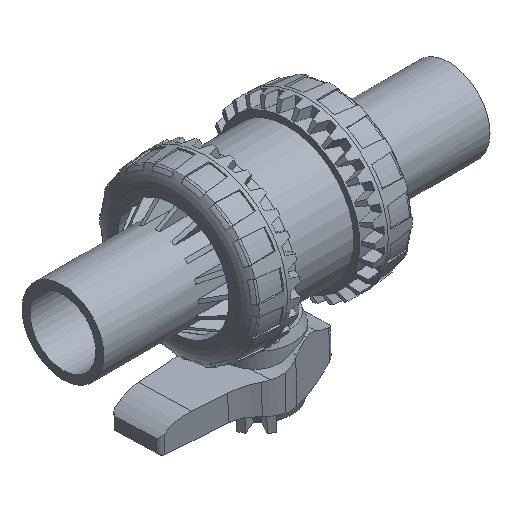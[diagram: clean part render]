
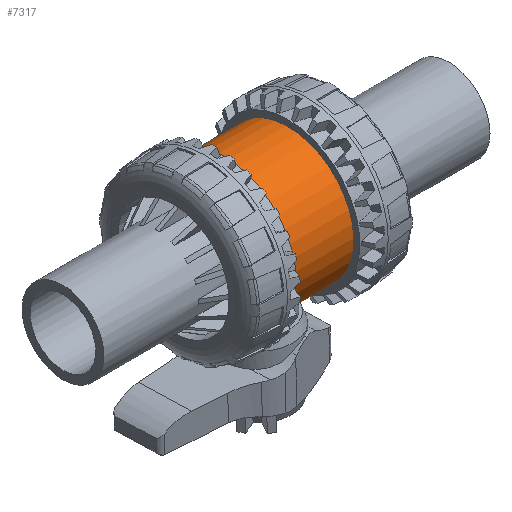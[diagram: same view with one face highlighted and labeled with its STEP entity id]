
A CAD part, isometric view. The second image highlights one B-rep face of the part: STEP entity #7317.
In plain terms, the highlighted cylindrical face has radius 40 mm (diameter 80 mm), a full revolution.
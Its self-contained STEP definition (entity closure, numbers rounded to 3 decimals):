
#301=B_SPLINE_CURVE_WITH_KNOTS($,3,(#12025,#12026,#12027,#12028,#12029,
#12030,#12031,#12032,#12033,#12034,#12035,#12036,#12037,#12038,#12039,#12040,
#12041,#12042,#12043,#12044,#12045,#12046,#12047,#12048,#12049,#12050,#12051,
#12052,#12053,#12054,#12055,#12056,#12057,#12058,#12059,#12060,#12061,#12062,
#12063,#12064,#12065,#12066,#12067,#12068,#12069,#12070,#12071,#12072,#12073,
#12074,#12075,#12076,#12077,#12078,#12079,#12080,#12081,#12082,#12083,#12084,
#12085,#12086,#12087,#12088,#12089,#12090),.UNSPECIFIED.,.T.,.F.,(4,2,2,
2,2,2,2,2,2,2,2,2,2,2,2,2,2,2,2,2,2,2,2,2,2,2,2,2,2,2,2,2,4),(0.,0.335,
0.67,1.005,1.339,1.674,2.008,
2.342,2.677,3.011,3.345,3.68,
4.014,4.349,4.684,5.019,5.353,
5.688,6.023,6.358,6.693,7.027,
7.361,7.696,8.03,8.364,8.699,
9.033,9.367,9.702,10.037,10.372,
10.707),.UNSPECIFIED.);
#552=CYLINDRICAL_SURFACE($,#7881,40.);
#580=FACE_BOUND($,#1685,.T.);
#581=FACE_BOUND($,#1686,.T.);
#582=FACE_BOUND($,#1687,.T.);
#684=CIRCLE($,#7880,40.);
#685=CIRCLE($,#7882,40.);
#1685=EDGE_LOOP($,(#5596));
#1686=EDGE_LOOP($,(#5597));
#1687=EDGE_LOOP($,(#5598));
#2983=VERTEX_POINT($,#12024);
#2984=VERTEX_POINT($,#12093);
#2985=VERTEX_POINT($,#12096);
#3928=EDGE_CURVE($,#2983,#2983,#301,.T.);
#3929=EDGE_CURVE($,#2984,#2984,#684,.T.);
#3930=EDGE_CURVE($,#2985,#2985,#685,.T.);
#5596=ORIENTED_EDGE($,*,*,#3928,.T.);
#5597=ORIENTED_EDGE($,*,*,#3929,.F.);
#5598=ORIENTED_EDGE($,*,*,#3930,.F.);
#7317=ADVANCED_FACE($,(#580,#581,#582),#552,.T.);
#7880=AXIS2_PLACEMENT_3D($,#12094,#9435,#9436);
#7881=AXIS2_PLACEMENT_3D($,#12095,#9437,#9438);
#7882=AXIS2_PLACEMENT_3D($,#12097,#9439,#9440);
#9435=DIRECTION('center_axis',(-1.,0.,0.));
#9436=DIRECTION('ref_axis',(0.,-1.,0.));
#9437=DIRECTION('center_axis',(1.,0.,0.));
#9438=DIRECTION('ref_axis',(0.,-1.,0.));
#9439=DIRECTION('center_axis',(1.,0.,0.));
#9440=DIRECTION('ref_axis',(0.,-1.,0.));
#12024=CARTESIAN_POINT('',(0.,-17.5,35.969));
#12025=CARTESIAN_POINT('Ctrl Pts',(0.,-17.5,35.969));
#12026=CARTESIAN_POINT('Ctrl Pts',(-1.116,-17.5,35.969));
#12027=CARTESIAN_POINT('Ctrl Pts',(-2.265,-17.392,
36.022));
#12028=CARTESIAN_POINT('Ctrl Pts',(-4.538,-16.941,
36.236));
#12029=CARTESIAN_POINT('Ctrl Pts',(-5.664,-16.599,
36.397));
#12030=CARTESIAN_POINT('Ctrl Pts',(-7.814,-15.702,
36.792));
#12031=CARTESIAN_POINT('Ctrl Pts',(-8.841,-15.146,
37.028));
#12032=CARTESIAN_POINT('Ctrl Pts',(-10.736,-13.867,
37.526));
#12033=CARTESIAN_POINT('Ctrl Pts',(-11.605,-13.143,37.788));
#12034=CARTESIAN_POINT('Ctrl Pts',(-13.142,-11.606,
38.288));
#12035=CARTESIAN_POINT('Ctrl Pts',(-13.866,-10.738,
38.544));
#12036=CARTESIAN_POINT('Ctrl Pts',(-15.145,-8.842,
39.023));
#12037=CARTESIAN_POINT('Ctrl Pts',(-15.702,-7.814,
39.244));
#12038=CARTESIAN_POINT('Ctrl Pts',(-16.6,-5.663,
39.612));
#12039=CARTESIAN_POINT('Ctrl Pts',(-16.942,-4.536,
39.758));
#12040=CARTESIAN_POINT('Ctrl Pts',(-17.392,-2.262,
39.952));
#12041=CARTESIAN_POINT('Ctrl Pts',(-17.5,-1.114,40.));
#12042=CARTESIAN_POINT('Ctrl Pts',(-17.5,1.114,40.));
#12043=CARTESIAN_POINT('Ctrl Pts',(-17.392,2.262,39.952));
#12044=CARTESIAN_POINT('Ctrl Pts',(-16.942,4.536,39.758));
#12045=CARTESIAN_POINT('Ctrl Pts',(-16.6,5.663,39.612));
#12046=CARTESIAN_POINT('Ctrl Pts',(-15.702,7.814,39.244));
#12047=CARTESIAN_POINT('Ctrl Pts',(-15.145,8.842,39.023));
#12048=CARTESIAN_POINT('Ctrl Pts',(-13.866,10.738,38.544));
#12049=CARTESIAN_POINT('Ctrl Pts',(-13.142,11.606,38.288));
#12050=CARTESIAN_POINT('Ctrl Pts',(-11.605,13.143,37.788));
#12051=CARTESIAN_POINT('Ctrl Pts',(-10.736,13.867,37.526));
#12052=CARTESIAN_POINT('Ctrl Pts',(-8.841,15.146,37.028));
#12053=CARTESIAN_POINT('Ctrl Pts',(-7.814,15.702,36.792));
#12054=CARTESIAN_POINT('Ctrl Pts',(-5.664,16.599,36.397));
#12055=CARTESIAN_POINT('Ctrl Pts',(-4.538,16.941,36.236));
#12056=CARTESIAN_POINT('Ctrl Pts',(-2.265,17.392,36.022));
#12057=CARTESIAN_POINT('Ctrl Pts',(-1.116,17.5,35.969));
#12058=CARTESIAN_POINT('Ctrl Pts',(1.116,17.5,35.969));
#12059=CARTESIAN_POINT('Ctrl Pts',(2.265,17.392,36.022));
#12060=CARTESIAN_POINT('Ctrl Pts',(4.538,16.941,36.236));
#12061=CARTESIAN_POINT('Ctrl Pts',(5.664,16.599,36.397));
#12062=CARTESIAN_POINT('Ctrl Pts',(7.814,15.702,36.792));
#12063=CARTESIAN_POINT('Ctrl Pts',(8.841,15.146,37.028));
#12064=CARTESIAN_POINT('Ctrl Pts',(10.736,13.867,37.526));
#12065=CARTESIAN_POINT('Ctrl Pts',(11.605,13.143,37.788));
#12066=CARTESIAN_POINT('Ctrl Pts',(13.142,11.606,38.288));
#12067=CARTESIAN_POINT('Ctrl Pts',(13.866,10.738,38.544));
#12068=CARTESIAN_POINT('Ctrl Pts',(15.145,8.842,39.023));
#12069=CARTESIAN_POINT('Ctrl Pts',(15.702,7.814,39.244));
#12070=CARTESIAN_POINT('Ctrl Pts',(16.6,5.663,39.612));
#12071=CARTESIAN_POINT('Ctrl Pts',(16.942,4.536,39.758));
#12072=CARTESIAN_POINT('Ctrl Pts',(17.392,2.262,39.952));
#12073=CARTESIAN_POINT('Ctrl Pts',(17.5,1.114,40.));
#12074=CARTESIAN_POINT('Ctrl Pts',(17.5,-1.114,40.));
#12075=CARTESIAN_POINT('Ctrl Pts',(17.392,-2.262,39.952));
#12076=CARTESIAN_POINT('Ctrl Pts',(16.942,-4.536,39.758));
#12077=CARTESIAN_POINT('Ctrl Pts',(16.6,-5.663,39.612));
#12078=CARTESIAN_POINT('Ctrl Pts',(15.702,-7.814,39.244));
#12079=CARTESIAN_POINT('Ctrl Pts',(15.145,-8.842,39.023));
#12080=CARTESIAN_POINT('Ctrl Pts',(13.866,-10.738,38.544));
#12081=CARTESIAN_POINT('Ctrl Pts',(13.142,-11.606,38.288));
#12082=CARTESIAN_POINT('Ctrl Pts',(11.605,-13.143,37.788));
#12083=CARTESIAN_POINT('Ctrl Pts',(10.736,-13.867,37.526));
#12084=CARTESIAN_POINT('Ctrl Pts',(8.841,-15.146,37.028));
#12085=CARTESIAN_POINT('Ctrl Pts',(7.814,-15.702,36.792));
#12086=CARTESIAN_POINT('Ctrl Pts',(5.664,-16.599,36.397));
#12087=CARTESIAN_POINT('Ctrl Pts',(4.538,-16.941,36.236));
#12088=CARTESIAN_POINT('Ctrl Pts',(2.265,-17.392,36.022));
#12089=CARTESIAN_POINT('Ctrl Pts',(1.116,-17.5,35.969));
#12090=CARTESIAN_POINT('Ctrl Pts',(0.,-17.5,35.969));
#12093=CARTESIAN_POINT('',(-33.8,40.,0.));
#12094=CARTESIAN_POINT('Origin',(-33.8,0.,0.));
#12095=CARTESIAN_POINT('Origin',(0.,0.,0.));
#12096=CARTESIAN_POINT('',(33.8,40.,0.));
#12097=CARTESIAN_POINT('Origin',(33.8,0.,0.));
